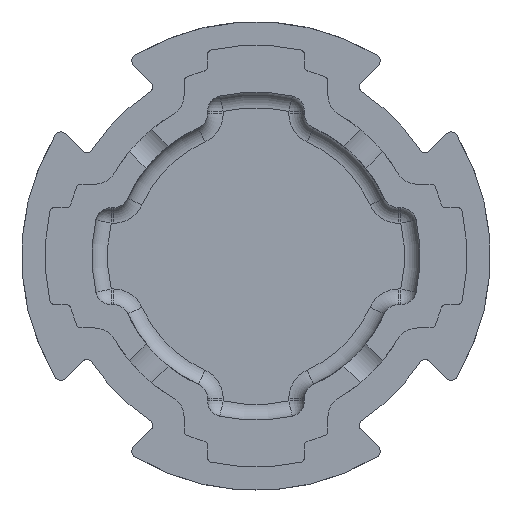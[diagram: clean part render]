
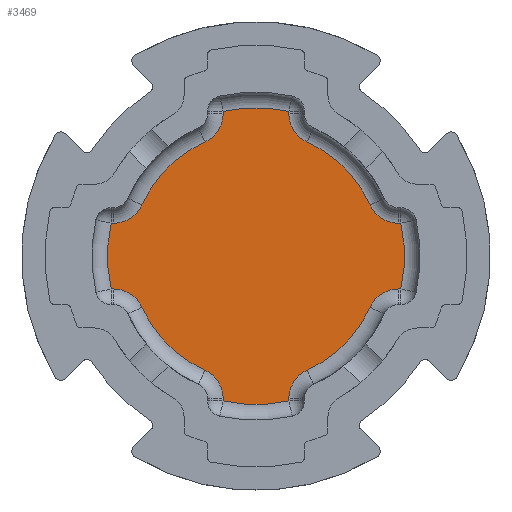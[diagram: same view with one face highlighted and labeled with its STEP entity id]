
A CAD part, front view. The second image highlights one B-rep face of the part: STEP entity #3469.
In plain terms, the highlighted planar face has unit normal (0, -1, 0).
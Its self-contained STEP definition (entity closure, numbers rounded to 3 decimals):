
#153=CIRCLE('',#3727,2.);
#156=CIRCLE('',#3731,8.);
#159=CIRCLE('',#3735,2.);
#163=CIRCLE('',#3740,9.5);
#168=CIRCLE('',#3748,2.);
#171=CIRCLE('',#3752,8.);
#173=CIRCLE('',#3755,2.);
#180=CIRCLE('',#3765,9.5);
#185=CIRCLE('',#3773,2.);
#188=CIRCLE('',#3777,8.);
#191=CIRCLE('',#3781,2.);
#198=CIRCLE('',#3791,9.5);
#203=CIRCLE('',#3799,2.);
#206=CIRCLE('',#3803,8.);
#209=CIRCLE('',#3807,2.);
#216=CIRCLE('',#3817,9.5);
#360=PLANE('',#3837);
#458=FACE_OUTER_BOUND('',#669,.T.);
#669=EDGE_LOOP('',(#2574,#2575,#2576,#2577,#2578,#2579,#2580,#2581,#2582,
#2583,#2584,#2585,#2586,#2587,#2588,#2589,#2590,#2591,#2592,#2593,#2594,
#2595,#2596,#2597));
#903=LINE('',#5867,#1143);
#905=LINE('',#5876,#1145);
#907=LINE('',#5909,#1147);
#908=LINE('',#5929,#1148);
#911=LINE('',#5950,#1151);
#912=LINE('',#5973,#1152);
#915=LINE('',#5994,#1155);
#916=LINE('',#6017,#1156);
#1143=VECTOR('',#4379,10.);
#1145=VECTOR('',#4387,10.);
#1147=VECTOR('',#4431,10.);
#1148=VECTOR('',#4458,10.);
#1151=VECTOR('',#4485,10.);
#1152=VECTOR('',#4514,10.);
#1155=VECTOR('',#4541,10.);
#1156=VECTOR('',#4570,10.);
#1454=VERTEX_POINT('',#5860);
#1457=VERTEX_POINT('',#5865);
#1458=VERTEX_POINT('',#5869);
#1461=VERTEX_POINT('',#5874);
#1463=VERTEX_POINT('',#5879);
#1465=VERTEX_POINT('',#5885);
#1468=VERTEX_POINT('',#5897);
#1471=VERTEX_POINT('',#5907);
#1472=VERTEX_POINT('',#5911);
#1473=VERTEX_POINT('',#5916);
#1475=VERTEX_POINT('',#5921);
#1477=VERTEX_POINT('',#5927);
#1480=VERTEX_POINT('',#5938);
#1483=VERTEX_POINT('',#5948);
#1485=VERTEX_POINT('',#5953);
#1487=VERTEX_POINT('',#5959);
#1489=VERTEX_POINT('',#5965);
#1491=VERTEX_POINT('',#5971);
#1494=VERTEX_POINT('',#5982);
#1497=VERTEX_POINT('',#5992);
#1499=VERTEX_POINT('',#5997);
#1501=VERTEX_POINT('',#6003);
#1503=VERTEX_POINT('',#6009);
#1505=VERTEX_POINT('',#6015);
#1813=EDGE_CURVE('',#1457,#1454,#903,.T.);
#1817=EDGE_CURVE('',#1461,#1458,#905,.T.);
#1819=EDGE_CURVE('',#1463,#1461,#153,.T.);
#1822=EDGE_CURVE('',#1465,#1463,#156,.T.);
#1825=EDGE_CURVE('',#1454,#1465,#159,.T.);
#1829=EDGE_CURVE('',#1468,#1457,#163,.T.);
#1834=EDGE_CURVE('',#1471,#1468,#907,.T.);
#1836=EDGE_CURVE('',#1472,#1471,#168,.T.);
#1839=EDGE_CURVE('',#1473,#1472,#171,.T.);
#1841=EDGE_CURVE('',#1475,#1473,#173,.T.);
#1844=EDGE_CURVE('',#1477,#1475,#908,.T.);
#1850=EDGE_CURVE('',#1480,#1477,#180,.T.);
#1855=EDGE_CURVE('',#1483,#1480,#911,.T.);
#1857=EDGE_CURVE('',#1485,#1483,#185,.T.);
#1860=EDGE_CURVE('',#1487,#1485,#188,.T.);
#1863=EDGE_CURVE('',#1489,#1487,#191,.T.);
#1866=EDGE_CURVE('',#1491,#1489,#912,.T.);
#1872=EDGE_CURVE('',#1494,#1491,#198,.T.);
#1877=EDGE_CURVE('',#1497,#1494,#915,.T.);
#1879=EDGE_CURVE('',#1499,#1497,#203,.T.);
#1882=EDGE_CURVE('',#1501,#1499,#206,.T.);
#1885=EDGE_CURVE('',#1503,#1501,#209,.T.);
#1888=EDGE_CURVE('',#1505,#1503,#916,.T.);
#1894=EDGE_CURVE('',#1458,#1505,#216,.T.);
#2574=ORIENTED_EDGE('',*,*,#1817,.F.);
#2575=ORIENTED_EDGE('',*,*,#1819,.F.);
#2576=ORIENTED_EDGE('',*,*,#1822,.F.);
#2577=ORIENTED_EDGE('',*,*,#1825,.F.);
#2578=ORIENTED_EDGE('',*,*,#1813,.F.);
#2579=ORIENTED_EDGE('',*,*,#1829,.F.);
#2580=ORIENTED_EDGE('',*,*,#1834,.F.);
#2581=ORIENTED_EDGE('',*,*,#1836,.F.);
#2582=ORIENTED_EDGE('',*,*,#1839,.F.);
#2583=ORIENTED_EDGE('',*,*,#1841,.F.);
#2584=ORIENTED_EDGE('',*,*,#1844,.F.);
#2585=ORIENTED_EDGE('',*,*,#1850,.F.);
#2586=ORIENTED_EDGE('',*,*,#1855,.F.);
#2587=ORIENTED_EDGE('',*,*,#1857,.F.);
#2588=ORIENTED_EDGE('',*,*,#1860,.F.);
#2589=ORIENTED_EDGE('',*,*,#1863,.F.);
#2590=ORIENTED_EDGE('',*,*,#1866,.F.);
#2591=ORIENTED_EDGE('',*,*,#1872,.F.);
#2592=ORIENTED_EDGE('',*,*,#1877,.F.);
#2593=ORIENTED_EDGE('',*,*,#1879,.F.);
#2594=ORIENTED_EDGE('',*,*,#1882,.F.);
#2595=ORIENTED_EDGE('',*,*,#1885,.F.);
#2596=ORIENTED_EDGE('',*,*,#1888,.F.);
#2597=ORIENTED_EDGE('',*,*,#1894,.F.);
#3469=ADVANCED_FACE('',(#458),#360,.F.);
#3727=AXIS2_PLACEMENT_3D('',#5881,#4392,#4393);
#3731=AXIS2_PLACEMENT_3D('',#5887,#4400,#4401);
#3735=AXIS2_PLACEMENT_3D('',#5891,#4408,#4409);
#3740=AXIS2_PLACEMENT_3D('',#5899,#4418,#4419);
#3748=AXIS2_PLACEMENT_3D('',#5913,#4436,#4437);
#3752=AXIS2_PLACEMENT_3D('',#5918,#4444,#4445);
#3755=AXIS2_PLACEMENT_3D('',#5923,#4450,#4451);
#3765=AXIS2_PLACEMENT_3D('',#5940,#4472,#4473);
#3773=AXIS2_PLACEMENT_3D('',#5955,#4490,#4491);
#3777=AXIS2_PLACEMENT_3D('',#5961,#4498,#4499);
#3781=AXIS2_PLACEMENT_3D('',#5967,#4506,#4507);
#3791=AXIS2_PLACEMENT_3D('',#5984,#4528,#4529);
#3799=AXIS2_PLACEMENT_3D('',#5999,#4546,#4547);
#3803=AXIS2_PLACEMENT_3D('',#6005,#4554,#4555);
#3807=AXIS2_PLACEMENT_3D('',#6011,#4562,#4563);
#3817=AXIS2_PLACEMENT_3D('',#6027,#4584,#4585);
#3837=AXIS2_PLACEMENT_3D('',#6062,#4639,#4640);
#4379=DIRECTION('',(-1.,0.,0.));
#4387=DIRECTION('',(0.,0.,-1.));
#4392=DIRECTION('center_axis',(0.,-1.,0.));
#4393=DIRECTION('ref_axis',(-0.84,0.,0.543));
#4400=DIRECTION('center_axis',(0.,1.,0.));
#4401=DIRECTION('ref_axis',(0.707,0.,-0.707));
#4408=DIRECTION('center_axis',(0.,-1.,0.));
#4409=DIRECTION('ref_axis',(-0.543,0.,0.84));
#4418=DIRECTION('center_axis',(0.,1.,0.));
#4419=DIRECTION('ref_axis',(1.,0.,0.));
#4431=DIRECTION('',(1.,0.,0.));
#4436=DIRECTION('center_axis',(0.,-1.,0.));
#4437=DIRECTION('ref_axis',(-0.543,0.,-0.84));
#4444=DIRECTION('center_axis',(0.,1.,0.));
#4445=DIRECTION('ref_axis',(0.707,0.,0.707));
#4450=DIRECTION('center_axis',(0.,-1.,0.));
#4451=DIRECTION('ref_axis',(-0.84,0.,-0.543));
#4458=DIRECTION('',(0.,0.,-1.));
#4472=DIRECTION('center_axis',(0.,1.,0.));
#4473=DIRECTION('ref_axis',(0.,0.,1.));
#4485=DIRECTION('',(0.,0.,1.));
#4490=DIRECTION('center_axis',(0.,-1.,0.));
#4491=DIRECTION('ref_axis',(0.84,0.,-0.543));
#4498=DIRECTION('center_axis',(0.,1.,0.));
#4499=DIRECTION('ref_axis',(-0.707,0.,0.707));
#4506=DIRECTION('center_axis',(0.,-1.,0.));
#4507=DIRECTION('ref_axis',(0.543,0.,-0.84));
#4514=DIRECTION('',(1.,0.,0.));
#4528=DIRECTION('center_axis',(0.,1.,0.));
#4529=DIRECTION('ref_axis',(-1.,0.,0.));
#4541=DIRECTION('',(-1.,0.,0.));
#4546=DIRECTION('center_axis',(0.,-1.,0.));
#4547=DIRECTION('ref_axis',(0.543,0.,0.84));
#4554=DIRECTION('center_axis',(0.,1.,0.));
#4555=DIRECTION('ref_axis',(-0.707,0.,-0.707));
#4562=DIRECTION('center_axis',(0.,-1.,0.));
#4563=DIRECTION('ref_axis',(0.84,0.,0.543));
#4570=DIRECTION('',(0.,0.,1.));
#4584=DIRECTION('center_axis',(0.,1.,0.));
#4585=DIRECTION('ref_axis',(0.,0.,-1.));
#4639=DIRECTION('center_axis',(0.,1.,0.));
#4640=DIRECTION('ref_axis',(1.,0.,0.));
#5860=CARTESIAN_POINT('',(9.121,0.,-2.1));
#5865=CARTESIAN_POINT('',(9.265,0.,-2.1));
#5867=CARTESIAN_POINT('',(5.016,0.,-2.1));
#5869=CARTESIAN_POINT('',(2.1,0.,-9.265));
#5874=CARTESIAN_POINT('',(2.1,0.,-9.121));
#5876=CARTESIAN_POINT('',(2.1,0.,-4.225));
#5879=CARTESIAN_POINT('',(3.28,0.,-7.297));
#5881=CARTESIAN_POINT('Origin',(4.1,0.,-9.121));
#5885=CARTESIAN_POINT('',(7.297,0.,-3.28));
#5887=CARTESIAN_POINT('Origin',(0.,0.,0.));
#5891=CARTESIAN_POINT('Origin',(9.121,0.,-4.1));
#5897=CARTESIAN_POINT('',(9.265,0.,2.1));
#5899=CARTESIAN_POINT('Origin',(0.,0.,0.));
#5907=CARTESIAN_POINT('',(9.121,0.,2.1));
#5909=CARTESIAN_POINT('',(4.225,0.,2.1));
#5911=CARTESIAN_POINT('',(7.297,0.,3.28));
#5913=CARTESIAN_POINT('Origin',(9.121,0.,4.1));
#5916=CARTESIAN_POINT('',(3.28,0.,7.297));
#5918=CARTESIAN_POINT('Origin',(0.,0.,0.));
#5921=CARTESIAN_POINT('',(2.1,0.,9.121));
#5923=CARTESIAN_POINT('Origin',(4.1,0.,9.121));
#5927=CARTESIAN_POINT('',(2.1,0.,9.265));
#5929=CARTESIAN_POINT('',(2.1,0.,5.016));
#5938=CARTESIAN_POINT('',(-2.1,0.,9.265));
#5940=CARTESIAN_POINT('Origin',(0.,0.,0.));
#5948=CARTESIAN_POINT('',(-2.1,0.,9.121));
#5950=CARTESIAN_POINT('',(-2.1,0.,4.225));
#5953=CARTESIAN_POINT('',(-3.28,0.,7.297));
#5955=CARTESIAN_POINT('Origin',(-4.1,0.,9.121));
#5959=CARTESIAN_POINT('',(-7.297,0.,3.28));
#5961=CARTESIAN_POINT('Origin',(0.,0.,0.));
#5965=CARTESIAN_POINT('',(-9.121,0.,2.1));
#5967=CARTESIAN_POINT('Origin',(-9.121,0.,4.1));
#5971=CARTESIAN_POINT('',(-9.265,0.,2.1));
#5973=CARTESIAN_POINT('',(-5.016,0.,2.1));
#5982=CARTESIAN_POINT('',(-9.265,0.,-2.1));
#5984=CARTESIAN_POINT('Origin',(0.,0.,0.));
#5992=CARTESIAN_POINT('',(-9.121,0.,-2.1));
#5994=CARTESIAN_POINT('',(-4.225,0.,-2.1));
#5997=CARTESIAN_POINT('',(-7.297,0.,-3.28));
#5999=CARTESIAN_POINT('Origin',(-9.121,0.,-4.1));
#6003=CARTESIAN_POINT('',(-3.28,0.,-7.297));
#6005=CARTESIAN_POINT('Origin',(0.,0.,0.));
#6009=CARTESIAN_POINT('',(-2.1,0.,-9.121));
#6011=CARTESIAN_POINT('Origin',(-4.1,0.,-9.121));
#6015=CARTESIAN_POINT('',(-2.1,0.,-9.265));
#6017=CARTESIAN_POINT('',(-2.1,0.,-5.016));
#6027=CARTESIAN_POINT('Origin',(0.,0.,0.));
#6062=CARTESIAN_POINT('Origin',(0.,0.,0.));
